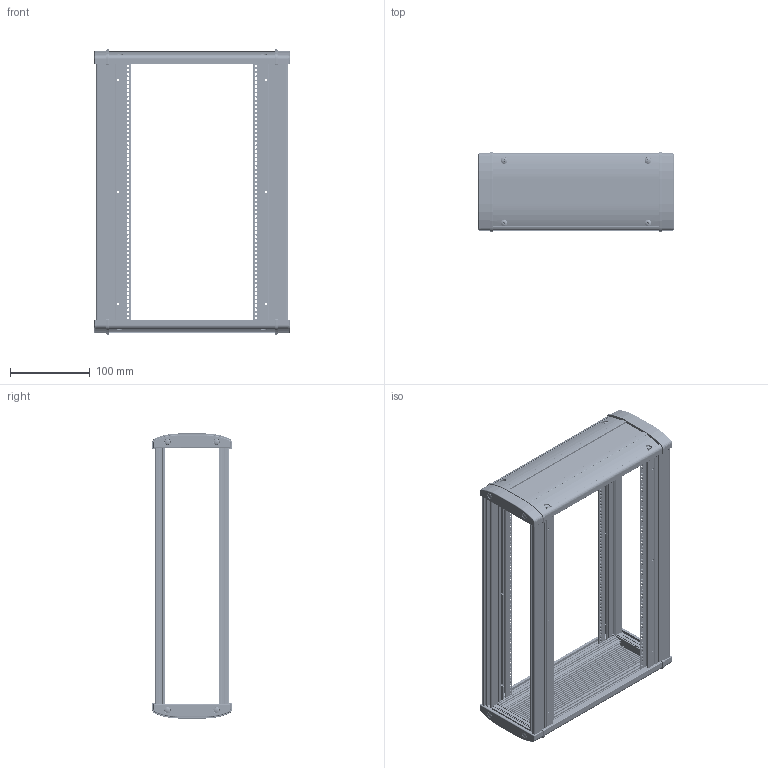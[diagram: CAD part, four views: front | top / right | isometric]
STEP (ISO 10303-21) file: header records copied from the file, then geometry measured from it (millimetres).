
FILE_DESCRIPTION(/* description */ (''),/* implementation_level */ '2;1');
FILE_NAME(/* name */ '95103525_IT 103525.stp',/* time_stamp */ '2020-10-29T07:42:59+01:00',/* author */ ('eschoebel'),/* organization */ (''),/* preprocessor_version */ 'ST-DEVELOPER v17.2',/* originating_system */ 'Autodesk Inventor 2019',/* authorisation */ '');
FILE_SCHEMA (('AUTOMOTIVE_DESIGN { 1 0 10303 214 3 1 1 }'));
Products named in the file (8): 95103525_IT 103525; 1010184_3D; 1009938_3D; Eckteil_2HE; 1009883_montiert_3D; SHR Z M4x12-SO; SHR Z KT 30x18 WN 5152; PART1
Assembly tree (38 placements, depth 2):
  95103525_IT 103525
    1010184_3D  x4
    1009938_3D  x2
    Eckteil_2HE  x4
    1009883_montiert_3D  x4
    SHR Z M4x12-SO  x8
    SHR Z KT 30x18 WN 5152  x8
    PART1  x8
Bounding box: 245.6 x 99.85 x 357.04 mm (x, y, z)
Volume: 554590.5 mm3; surface area: 502141.5 mm2
Topology: 38 solids, 38 shells, 4840 faces, 14588 edges, 9672 vertices
Faces by surface type: cylinder 1900, plane 1552, bspline 580, cone 400, torus 256, sphere 152
Full cylindrical faces by diameter (mm): 2.3 x248, 2.459 x12, 2.68 x8, 2.93 x8, 3 x232, 3.141 x8, 3.2 x252, 3.3 x8, 4 x120, 4.1 x8, 6 x8, 8 x8, 8.5 x8
Entity records: 87377 total; most frequent: CARTESIAN_POINT 58473, ORIENTED_EDGE 6266, DIRECTION 5404, EDGE_CURVE 3133, VERTEX_POINT 2061, AXIS2_PLACEMENT_3D 1918, LINE 1568, VECTOR 1568
